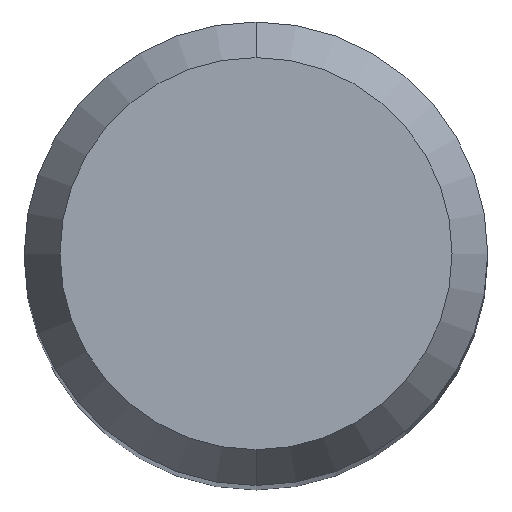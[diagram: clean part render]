
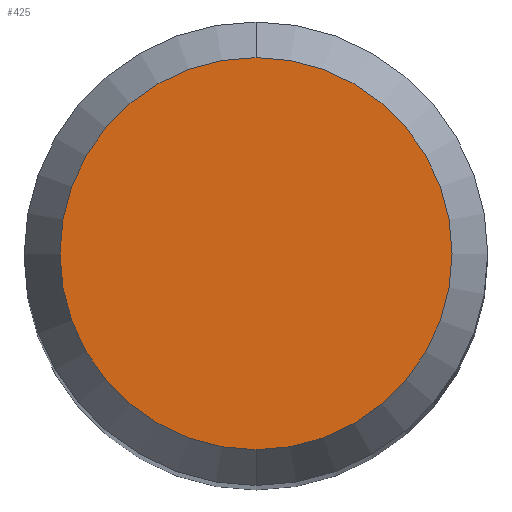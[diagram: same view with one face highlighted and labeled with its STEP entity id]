
A CAD part, top view. The second image highlights one B-rep face of the part: STEP entity #425.
In plain terms, the highlighted planar face has unit normal (0, 0, 1).
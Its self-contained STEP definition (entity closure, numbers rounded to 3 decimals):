
#197=EDGE_CURVE('',#395,#331,#489,.T.);
#263=EDGE_CURVE('',#331,#395,#564,.T.);
#331=VERTEX_POINT('',#640);
#395=VERTEX_POINT('',#710);
#425=ADVANCED_FACE('',(#743),#744,.T.);
#489=CIRCLE('',#812,2.538);
#564=CIRCLE('',#978,2.538);
#640=CARTESIAN_POINT('',(0.0,2.538,0.0));
#710=CARTESIAN_POINT('',(0.,-2.538,0.0));
#743=FACE_OUTER_BOUND('',#1345,.T.);
#744=PLANE('',#1346);
#812=AXIS2_PLACEMENT_3D('',#1392,#1393,#1394);
#978=AXIS2_PLACEMENT_3D('',#1507,#1508,#1509);
#1345=EDGE_LOOP('',(#1705,#1706));
#1346=AXIS2_PLACEMENT_3D('',#1707,#1708,#1709);
#1392=CARTESIAN_POINT('',(0.0,0.0,0.0));
#1393=DIRECTION('',(0.0,0.0,-1.0));
#1394=DIRECTION('',(0.0,1.0,0.0));
#1507=CARTESIAN_POINT('',(0.0,0.0,0.0));
#1508=DIRECTION('',(0.0,0.0,-1.0));
#1509=DIRECTION('',(0.0,1.0,0.0));
#1705=ORIENTED_EDGE('',*,*,#263,.F.);
#1706=ORIENTED_EDGE('',*,*,#197,.F.);
#1707=CARTESIAN_POINT('',(0.0,1.269,0.0));
#1708=DIRECTION('',(-0.0,0.0,1.0));
#1709=DIRECTION('',(0.0,-1.0,0.0));
